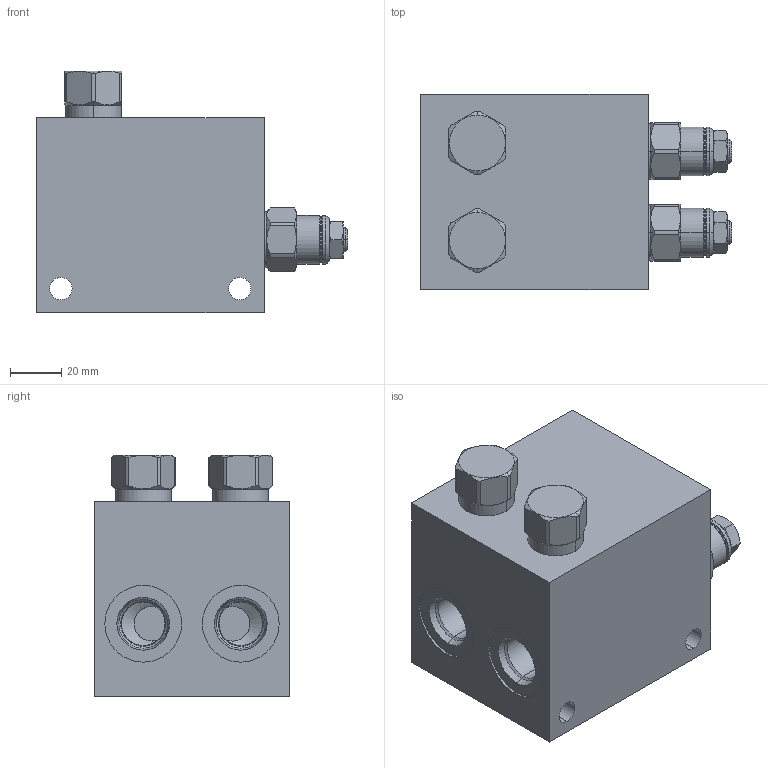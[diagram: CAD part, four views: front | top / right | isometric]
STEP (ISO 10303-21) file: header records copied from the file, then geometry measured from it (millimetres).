
FILE_DESCRIPTION((''),'2;1');
FILE_NAME('CBCALHN-EMJ_ASM','2024-02-16T',('ProEService'),(''),'PRO/ENGINEER BY PARAMETRIC TECHNOLOGY CORPORATION, 2014200','PRO/ENGINEER BY PARAMETRIC TECHNOLOGY CORPORATION, 2014200','');
FILE_SCHEMA(('CONFIG_CONTROL_DESIGN'));
Length unit declared in the file: inch
Products named in the file (4): 150-587-003; CXCDXCN; CBCALHN; CBCALHN-EMJ_ASM
Assembly tree (5 placements, depth 2):
  CBCALHN-EMJ_ASM
    150-587-003
    CXCDXCN  x2
    CBCALHN  x2
Bounding box: 121.44 x 76.2 x 94.46 mm (x, y, z)
Volume: 480151.3 mm3; surface area: 91148.6 mm2
Topology: 15 solids, 19 shells, 830 faces, 2214 edges, 1580 vertices
Faces by surface type: cylinder 310, plane 188, cone 180, torus 104, revolution 40, sphere 8
Entity records: 19391 total; most frequent: CARTESIAN_POINT 6237, DIRECTION 2859, ORIENTED_EDGE 2328, EDGE_CURVE 1164, AXIS2_PLACEMENT_3D 1080, VERTEX_POINT 709, VECTOR 679, LINE 679
